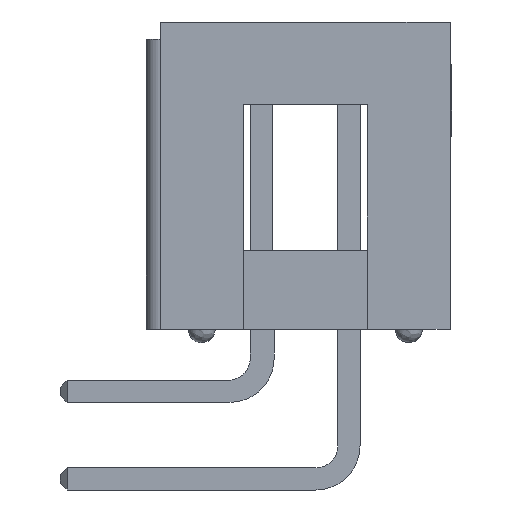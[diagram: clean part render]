
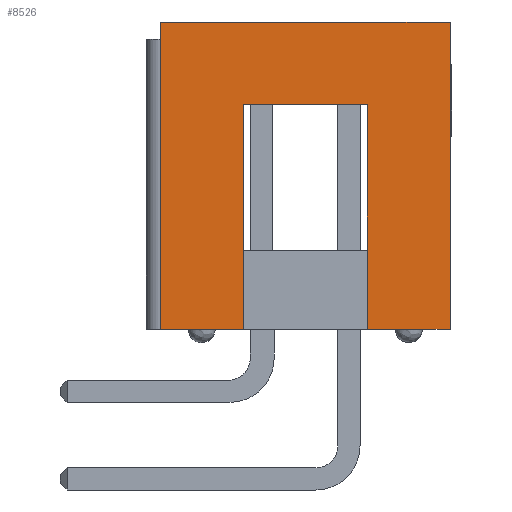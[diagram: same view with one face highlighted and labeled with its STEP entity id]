
A CAD part, left-side view. The second image highlights one B-rep face of the part: STEP entity #8526.
In plain terms, the highlighted planar face has unit normal (-1, 0, 0).
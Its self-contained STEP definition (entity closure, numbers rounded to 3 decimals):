
#761 = ORIENTED_EDGE ( 'NONE', *, *, #33476, .T. ) ;
#1012 = EDGE_CURVE ( 'NONE', #27399, #31450, #23889, .T. ) ;
#1861 = CARTESIAN_POINT ( 'NONE',  ( -53.65, 5.47, 6.63 ) ) ;
#2096 = LINE ( 'NONE', #20878, #23323 ) ;
#2218 = DIRECTION ( 'NONE',  ( 0., 0., 1. ) ) ;
#2266 = CARTESIAN_POINT ( 'NONE',  ( -53.65, -0.53, 4.23 ) ) ;
#3088 = DIRECTION ( 'NONE',  ( 0., 0., 1. ) ) ;
#3099 = VECTOR ( 'NONE', #6177, 1000. ) ;
#3113 = ORIENTED_EDGE ( 'NONE', *, *, #3979, .T. ) ;
#3459 = ORIENTED_EDGE ( 'NONE', *, *, #29162, .T. ) ;
#3979 = EDGE_CURVE ( 'NONE', #27399, #12021, #13509, .T. ) ;
#5392 = CARTESIAN_POINT ( 'NONE',  ( -53.65, -0.53, -2.27 ) ) ;
#5442 = DIRECTION ( 'NONE',  ( 0., -1., 0. ) ) ;
#6177 = DIRECTION ( 'NONE',  ( 0., -1., 0. ) ) ;
#6956 = EDGE_CURVE ( 'NONE', #32694, #37073, #21115, .T. ) ;
#7618 = DIRECTION ( 'NONE',  ( 0., -1., 0. ) ) ;
#8231 = ORIENTED_EDGE ( 'NONE', *, *, #20530, .F. ) ;
#8526 = ADVANCED_FACE ( 'NONE', ( #26424 ), #32591, .T. ) ;
#9556 = ORIENTED_EDGE ( 'NONE', *, *, #26587, .T. ) ;
#9804 = VECTOR ( 'NONE', #18088, 1000. ) ;
#10944 = EDGE_CURVE ( 'NONE', #12021, #15833, #28389, .T. ) ;
#11195 = CARTESIAN_POINT ( 'NONE',  ( -53.65, 3.07, 4.23 ) ) ;
#12021 = VERTEX_POINT ( 'NONE', #13789 ) ;
#12958 = VECTOR ( 'NONE', #29948, 1000. ) ;
#13509 = LINE ( 'NONE', #32192, #33547 ) ;
#13789 = CARTESIAN_POINT ( 'NONE',  ( -53.65, 3.07, -2.27 ) ) ;
#13881 = CARTESIAN_POINT ( 'NONE',  ( -53.65, -2.93, 6.63 ) ) ;
#14660 = LINE ( 'NONE', #23965, #9804 ) ;
#15099 = LINE ( 'NONE', #27463, #12958 ) ;
#15345 = AXIS2_PLACEMENT_3D ( 'NONE', #36428, #17128, #29509 ) ;
#15833 = VERTEX_POINT ( 'NONE', #11195 ) ;
#17128 = DIRECTION ( 'NONE',  ( -1., 0., 0. ) ) ;
#18088 = DIRECTION ( 'NONE',  ( 0., -1., 0. ) ) ;
#18333 = VERTEX_POINT ( 'NONE', #2266 ) ;
#18965 = ORIENTED_EDGE ( 'NONE', *, *, #10944, .T. ) ;
#19126 = VECTOR ( 'NONE', #5442, 1000. ) ;
#19348 = ORIENTED_EDGE ( 'NONE', *, *, #1012, .F. ) ;
#20530 = EDGE_CURVE ( 'NONE', #31450, #33738, #14660, .T. ) ;
#20624 = CARTESIAN_POINT ( 'NONE',  ( -53.65, -2.93, 4.23 ) ) ;
#20625 = CARTESIAN_POINT ( 'NONE',  ( -53.65, 5.47, -2.27 ) ) ;
#20878 = CARTESIAN_POINT ( 'NONE',  ( -53.65, -0.53, -2.27 ) ) ;
#21115 = LINE ( 'NONE', #40158, #3099 ) ;
#21644 = CARTESIAN_POINT ( 'NONE',  ( -53.65, 3.07, -2.27 ) ) ;
#23296 = LINE ( 'NONE', #20624, #19126 ) ;
#23323 = VECTOR ( 'NONE', #32764, 1000. ) ;
#23889 = LINE ( 'NONE', #20625, #34305 ) ;
#23965 = CARTESIAN_POINT ( 'NONE',  ( -53.65, 1.27, 6.63 ) ) ;
#25745 = CARTESIAN_POINT ( 'NONE',  ( -53.65, 5.47, -2.27 ) ) ;
#26424 = FACE_OUTER_BOUND ( 'NONE', #31970, .T. ) ;
#26587 = EDGE_CURVE ( 'NONE', #18333, #32694, #2096, .T. ) ;
#26954 = ORIENTED_EDGE ( 'NONE', *, *, #6956, .T. ) ;
#27399 = VERTEX_POINT ( 'NONE', #25745 ) ;
#27463 = CARTESIAN_POINT ( 'NONE',  ( -53.65, -2.93, -2.27 ) ) ;
#28389 = LINE ( 'NONE', #21644, #38646 ) ;
#29162 = EDGE_CURVE ( 'NONE', #15833, #18333, #23296, .T. ) ;
#29509 = DIRECTION ( 'NONE',  ( 0., 0., 1. ) ) ;
#29948 = DIRECTION ( 'NONE',  ( 0., 0., 1. ) ) ;
#31450 = VERTEX_POINT ( 'NONE', #1861 ) ;
#31970 = EDGE_LOOP ( 'NONE', ( #19348, #3113, #18965, #3459, #9556, #26954, #761, #8231 ) ) ;
#32192 = CARTESIAN_POINT ( 'NONE',  ( -53.65, -2.93, -2.27 ) ) ;
#32591 = PLANE ( 'NONE',  #15345 ) ;
#32694 = VERTEX_POINT ( 'NONE', #5392 ) ;
#32764 = DIRECTION ( 'NONE',  ( 0., 0., -1. ) ) ;
#33476 = EDGE_CURVE ( 'NONE', #37073, #33738, #15099, .T. ) ;
#33547 = VECTOR ( 'NONE', #7618, 1000. ) ;
#33738 = VERTEX_POINT ( 'NONE', #13881 ) ;
#34305 = VECTOR ( 'NONE', #2218, 1000. ) ;
#36428 = CARTESIAN_POINT ( 'NONE',  ( -53.65, -2.93, -2.27 ) ) ;
#36662 = CARTESIAN_POINT ( 'NONE',  ( -53.65, -2.93, -2.27 ) ) ;
#37073 = VERTEX_POINT ( 'NONE', #36662 ) ;
#38646 = VECTOR ( 'NONE', #3088, 1000. ) ;
#40158 = CARTESIAN_POINT ( 'NONE',  ( -53.65, -2.93, -2.27 ) ) ;
